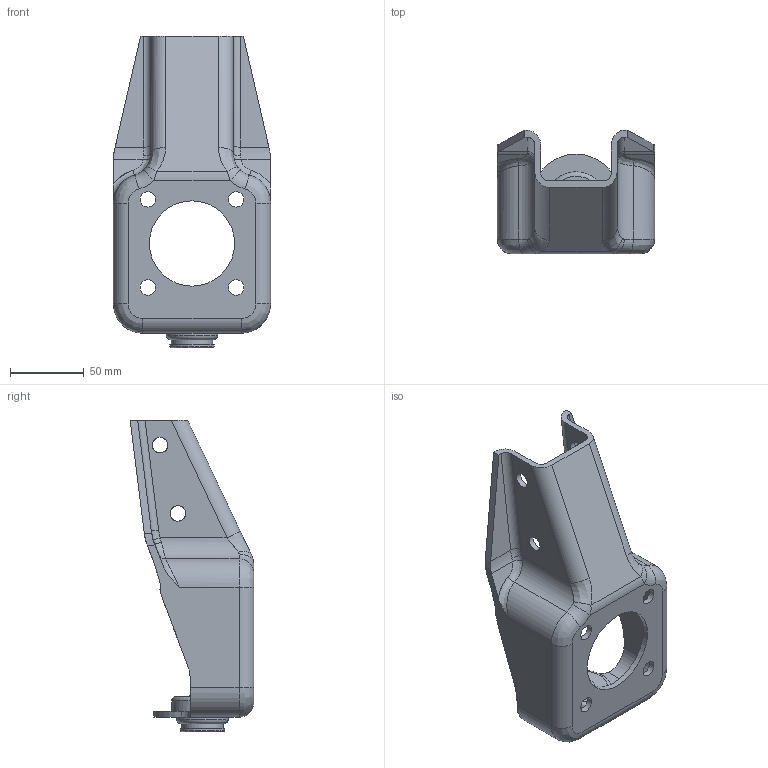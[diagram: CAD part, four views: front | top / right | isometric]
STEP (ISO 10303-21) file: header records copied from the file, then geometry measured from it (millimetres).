
FILE_DESCRIPTION(/* description */ (''),/* implementation_level */ '2;1');
FILE_NAME(/* name */ 'LAMIERA_PORTAMOZZO_41_MIR.stp',/* time_stamp */ '2016-06-02T11:52:23+02:00',/* author */ (''),/* organization */ (''),/* preprocessor_version */ 'ST-DEVELOPER v16.5',/* originating_system */ 'Autodesk Translation Framework v5.0.0.3310',/* authorisation */ '');
FILE_SCHEMA (('AUTOMOTIVE_DESIGN { 1 0 10303 214 3 1 1 }'));
Length unit declared in the file: centimetre
Products named in the file (1): LAMIERA_PORTAMOZZO_41_MIR
Bounding box: 107 x 84 x 212 mm (x, y, z)
Volume: 181418.6 mm3; surface area: 94824.5 mm2
Topology: 1 solids, 2 shells, 146 faces, 379 edges, 240 vertices
Faces by surface type: cylinder 59, plane 38, bspline 28, torus 18, sphere 2, cone 1
Full cylindrical faces by diameter (mm): 10.5 x8, 28 x1, 30 x1, 35 x1, 42 x1, 58 x1
Entity records: 5826 total; most frequent: CARTESIAN_POINT 2452, ORIENTED_EDGE 687, DIRECTION 677, EDGE_CURVE 353, AXIS2_PLACEMENT_3D 279, VERTEX_POINT 233, EDGE_LOOP 189, CIRCLE 151
